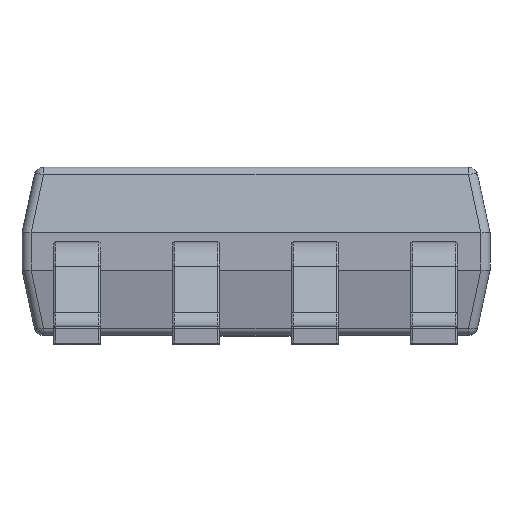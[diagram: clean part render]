
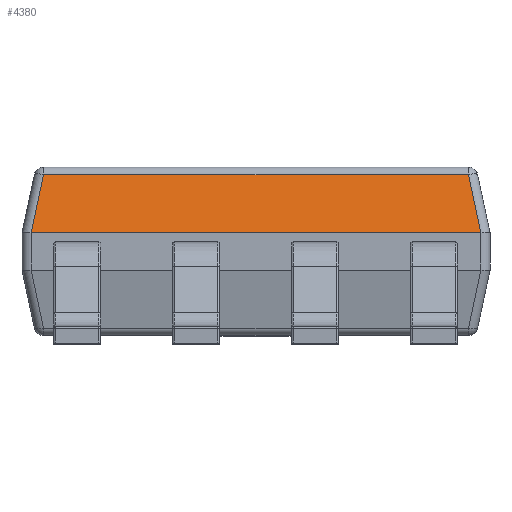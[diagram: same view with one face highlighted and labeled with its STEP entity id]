
A CAD part, left-side view. The second image highlights one B-rep face of the part: STEP entity #4380.
In plain terms, the highlighted planar face has unit normal (-0.978, 0, 0.209).
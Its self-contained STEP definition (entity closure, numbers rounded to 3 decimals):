
#563 = EDGE_CURVE ( 'NONE', #14039, #4803, #8372, .T. ) ;
#574 = CARTESIAN_POINT ( 'NONE',  ( -1.8, -2.401, 1.2 ) ) ;
#756 = VECTOR ( 'NONE', #12912, 1000. ) ;
#792 = CARTESIAN_POINT ( 'NONE',  ( -1.8, 2.402, 1.2 ) ) ;
#843 = VECTOR ( 'NONE', #7139, 1000. ) ;
#1251 = CARTESIAN_POINT ( 'NONE',  ( -1.8, 2.5, 1.2 ) ) ;
#1417 = VERTEX_POINT ( 'NONE', #13513 ) ;
#1506 = EDGE_LOOP ( 'NONE', ( #12748, #6996, #11211, #8115, #4350, #12728 ) ) ;
#1910 = CARTESIAN_POINT ( 'NONE',  ( -1.8, 2.401, 1.2 ) ) ;
#2033 = FACE_OUTER_BOUND ( 'NONE', #1506, .T. ) ;
#2860 = EDGE_CURVE ( 'NONE', #4803, #7538, #9188, .T. ) ;
#3268 =( BOUNDED_CURVE ( )  B_SPLINE_CURVE ( 3, ( #11457, #4918, #574, #8203 ),
 .UNSPECIFIED., .F., .F. ) 
 B_SPLINE_CURVE_WITH_KNOTS ( ( 4, 4 ),
 ( 0., 0.022 ),
 .UNSPECIFIED. ) 
 CURVE ( )  GEOMETRIC_REPRESENTATION_ITEM ( )  RATIONAL_B_SPLINE_CURVE ( ( 1., 1., 1., 1. ) ) 
 REPRESENTATION_ITEM ( '' )  );
#3343 = PLANE ( 'NONE',  #13139 ) ;
#3386 = CARTESIAN_POINT ( 'NONE',  ( -1.65, 0., 1.9 ) ) ;
#3655 = LINE ( 'NONE', #6409, #756 ) ;
#3990 = CARTESIAN_POINT ( 'NONE',  ( -1.8, -2.4, 1.2 ) ) ;
#4049 = EDGE_CURVE ( 'NONE', #12027, #9659, #4270, .T. ) ;
#4270 = LINE ( 'NONE', #1251, #12571 ) ;
#4350 = ORIENTED_EDGE ( 'NONE', *, *, #6958, .T. ) ;
#4359 = CARTESIAN_POINT ( 'NONE',  ( -1.8, 2.402, 1.2 ) ) ;
#4380 = ADVANCED_FACE ( 'NONE', ( #2033 ), #3343, .T. ) ;
#4406 =( BOUNDED_CURVE ( )  B_SPLINE_CURVE ( 3, ( #792, #6209, #1910, #9524 ),
 .UNSPECIFIED., .F., .F. ) 
 B_SPLINE_CURVE_WITH_KNOTS ( ( 4, 4 ),
 ( 6.261, 6.283 ),
 .UNSPECIFIED. ) 
 CURVE ( )  GEOMETRIC_REPRESENTATION_ITEM ( )  RATIONAL_B_SPLINE_CURVE ( ( 1., 1., 1., 1. ) ) 
 REPRESENTATION_ITEM ( '' )  );
#4471 = DIRECTION ( 'NONE',  ( 0., 1., 0. ) ) ;
#4803 = VERTEX_POINT ( 'NONE', #11691 ) ;
#4875 = CARTESIAN_POINT ( 'NONE',  ( -1.667, -2.269, 1.821 ) ) ;
#4918 = CARTESIAN_POINT ( 'NONE',  ( -1.8, -2.401, 1.2 ) ) ;
#5820 = CARTESIAN_POINT ( 'NONE',  ( -1.8, 2.4, 1.2 ) ) ;
#6209 = CARTESIAN_POINT ( 'NONE',  ( -1.8, 2.401, 1.2 ) ) ;
#6409 = CARTESIAN_POINT ( 'NONE',  ( -1.555, -2.158, 2.342 ) ) ;
#6875 = DIRECTION ( 'NONE',  ( 0., 1., 0. ) ) ;
#6958 = EDGE_CURVE ( 'NONE', #1417, #14039, #3655, .T. ) ;
#6996 = ORIENTED_EDGE ( 'NONE', *, *, #12042, .T. ) ;
#7139 = DIRECTION ( 'NONE',  ( -0.205, 0.205, -0.957 ) ) ;
#7538 = VERTEX_POINT ( 'NONE', #4359 ) ;
#8115 = ORIENTED_EDGE ( 'NONE', *, *, #14061, .T. ) ;
#8187 = CARTESIAN_POINT ( 'NONE',  ( -1.555, 2.158, 2.342 ) ) ;
#8203 = CARTESIAN_POINT ( 'NONE',  ( -1.8, -2.402, 1.2 ) ) ;
#8372 = LINE ( 'NONE', #11229, #13795 ) ;
#9188 = LINE ( 'NONE', #8187, #843 ) ;
#9524 = CARTESIAN_POINT ( 'NONE',  ( -1.8, 2.4, 1.2 ) ) ;
#9659 = VERTEX_POINT ( 'NONE', #5820 ) ;
#9965 = DIRECTION ( 'NONE',  ( 0., 1., 0. ) ) ;
#10993 = DIRECTION ( 'NONE',  ( -0.978, 0., 0.21 ) ) ;
#11211 = ORIENTED_EDGE ( 'NONE', *, *, #4049, .F. ) ;
#11229 = CARTESIAN_POINT ( 'NONE',  ( -1.667, 0., 1.821 ) ) ;
#11457 = CARTESIAN_POINT ( 'NONE',  ( -1.8, -2.4, 1.2 ) ) ;
#11691 = CARTESIAN_POINT ( 'NONE',  ( -1.667, 2.269, 1.821 ) ) ;
#12027 = VERTEX_POINT ( 'NONE', #3990 ) ;
#12042 = EDGE_CURVE ( 'NONE', #7538, #9659, #4406, .T. ) ;
#12571 = VECTOR ( 'NONE', #9965, 1000. ) ;
#12728 = ORIENTED_EDGE ( 'NONE', *, *, #563, .T. ) ;
#12748 = ORIENTED_EDGE ( 'NONE', *, *, #2860, .T. ) ;
#12912 = DIRECTION ( 'NONE',  ( 0.205, 0.205, 0.957 ) ) ;
#13139 = AXIS2_PLACEMENT_3D ( 'NONE', #3386, #10993, #4471 ) ;
#13513 = CARTESIAN_POINT ( 'NONE',  ( -1.8, -2.402, 1.2 ) ) ;
#13795 = VECTOR ( 'NONE', #6875, 1000. ) ;
#14039 = VERTEX_POINT ( 'NONE', #4875 ) ;
#14061 = EDGE_CURVE ( 'NONE', #12027, #1417, #3268, .T. ) ;
